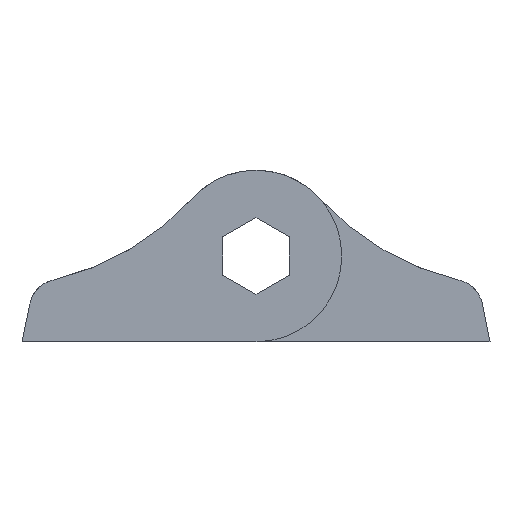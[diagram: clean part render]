
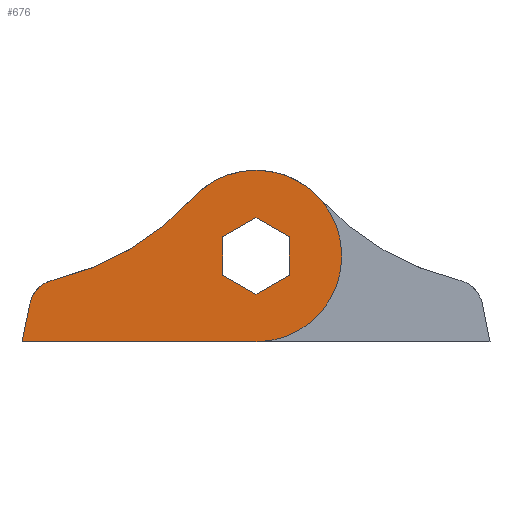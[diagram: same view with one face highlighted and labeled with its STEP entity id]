
A CAD part, left-side view. The second image highlights one B-rep face of the part: STEP entity #676.
In plain terms, the highlighted face is planar.
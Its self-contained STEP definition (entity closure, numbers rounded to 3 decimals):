
#32 = ORIENTED_EDGE ( 'NONE', *, *, #2080, .T. ) ;
#72 = VERTEX_POINT ( 'NONE', #2108 ) ;
#73 = VERTEX_POINT ( 'NONE', #2109 ) ;
#74 = VERTEX_POINT ( 'NONE', #684 ) ;
#75 = VERTEX_POINT ( 'NONE', #685 ) ;
#76 = VERTEX_POINT ( 'NONE', #686 ) ;
#117 = VECTOR ( 'NONE', #899, 1000. ) ;
#119 = VECTOR ( 'NONE', #901, 1000. ) ;
#220 = EDGE_CURVE ( 'NONE', #74, #73, #2446, .T. ) ;
#221 = EDGE_CURVE ( 'NONE', #73, #1193, #2447, .T. ) ;
#389 = PLANE ( 'NONE',  #981 ) ;
#390 = CARTESIAN_POINT ( 'NONE',  ( 55., -33.985, 31. ) ) ;
#391 = DIRECTION ( 'NONE',  ( 1., 0., 0. ) ) ;
#392 = DIRECTION ( 'NONE',  ( 0., 0., -1. ) ) ;
#527 = CARTESIAN_POINT ( 'NONE',  ( 55., -4.25, -2.454 ) ) ;
#676 = ADVANCED_FACE ( 'NONE', ( #2495, #2496 ), #389, .T. ) ;
#684 = CARTESIAN_POINT ( 'NONE',  ( 55., -4.25, -2.454 ) ) ;
#685 = CARTESIAN_POINT ( 'NONE',  ( 55., -4.25, 2.454 ) ) ;
#686 = CARTESIAN_POINT ( 'NONE',  ( 55., 0., 4.907 ) ) ;
#751 = CIRCLE ( 'NONE', #752, 11. ) ;
#752 = AXIS2_PLACEMENT_3D ( 'NONE', #2191, #2192, #2193 ) ;
#807 = CARTESIAN_POINT ( 'NONE',  ( 55., 4.25, 2.454 ) ) ;
#808 = DIRECTION ( 'NONE',  ( 0., -0.866, 0.5 ) ) ;
#811 = CARTESIAN_POINT ( 'NONE',  ( 55., 0., 4.907 ) ) ;
#812 = DIRECTION ( 'NONE',  ( 0., -0.866, -0.5 ) ) ;
#816 = CARTESIAN_POINT ( 'NONE',  ( 55., 4.25, -2.454 ) ) ;
#817 = DIRECTION ( 'NONE',  ( 0., 0., 1. ) ) ;
#820 = CARTESIAN_POINT ( 'NONE',  ( 55., -30., -11. ) ) ;
#821 = DIRECTION ( 'NONE',  ( 0., -0.201, -0.98 ) ) ;
#826 = CARTESIAN_POINT ( 'NONE',  ( 55., 0., 0. ) ) ;
#827 = DIRECTION ( 'NONE',  ( 1., 0., 0. ) ) ;
#828 = DIRECTION ( 'NONE',  ( 0., 0., -1. ) ) ;
#835 = CARTESIAN_POINT ( 'NONE',  ( 55., -25.09, -6.972 ) ) ;
#836 = DIRECTION ( 'NONE',  ( 1., 0., 0. ) ) ;
#837 = DIRECTION ( 'NONE',  ( 0., 0., -1. ) ) ;
#899 = DIRECTION ( 'NONE',  ( 0., 0.866, -0.5 ) ) ;
#900 = CARTESIAN_POINT ( 'NONE',  ( 55., 0., -4.907 ) ) ;
#901 = DIRECTION ( 'NONE',  ( 0., 0.866, 0.5 ) ) ;
#981 = AXIS2_PLACEMENT_3D ( 'NONE', #390, #391, #392 ) ;
#1067 = EDGE_LOOP ( 'NONE', ( #2240, #2255, #2271, #2227, #2270, #2243 ) ) ;
#1068 = EDGE_LOOP ( 'NONE', ( #2230, #32, #2242, #2229, #2241, #2253 ) ) ;
#1175 = VERTEX_POINT ( 'NONE', #2139 ) ;
#1190 = VERTEX_POINT ( 'NONE', #2154 ) ;
#1191 = VERTEX_POINT ( 'NONE', #2155 ) ;
#1192 = VERTEX_POINT ( 'NONE', #2156 ) ;
#1193 = VERTEX_POINT ( 'NONE', #2157 ) ;
#1199 = VERTEX_POINT ( 'NONE', #2163 ) ;
#1200 = VERTEX_POINT ( 'NONE', #2164 ) ;
#1265 = EDGE_CURVE ( 'NONE', #1199, #1200, #751, .T. ) ;
#1353 = CARTESIAN_POINT ( 'NONE',  ( 55., -33.985, 31. ) ) ;
#1354 = DIRECTION ( 'NONE',  ( -1., 0., 0. ) ) ;
#1355 = DIRECTION ( 'NONE',  ( 0., 0., -1. ) ) ;
#1504 = LINE ( 'NONE', #807, #1567 ) ;
#1514 = LINE ( 'NONE', #811, #1571 ) ;
#1515 = LINE ( 'NONE', #816, #1573 ) ;
#1517 = LINE ( 'NONE', #820, #1575 ) ;
#1524 = LINE ( 'NONE', #1994, #2536 ) ;
#1527 = LINE ( 'NONE', #2007, #2542 ) ;
#1567 = VECTOR ( 'NONE', #808, 1000. ) ;
#1571 = VECTOR ( 'NONE', #812, 1000. ) ;
#1573 = VECTOR ( 'NONE', #817, 1000. ) ;
#1575 = VECTOR ( 'NONE', #821, 1000. ) ;
#1579 = AXIS2_PLACEMENT_3D ( 'NONE', #826, #827, #828 ) ;
#1580 = CIRCLE ( 'NONE', #1585, 4. ) ;
#1585 = AXIS2_PLACEMENT_3D ( 'NONE', #835, #836, #837 ) ;
#1665 = EDGE_CURVE ( 'NONE', #1200, #1175, #2516, .T. ) ;
#1994 = CARTESIAN_POINT ( 'NONE',  ( 55., 0., -11. ) ) ;
#1995 = DIRECTION ( 'NONE',  ( 0., 1., 0. ) ) ;
#2007 = CARTESIAN_POINT ( 'NONE',  ( 55., -4.25, 2.454 ) ) ;
#2008 = DIRECTION ( 'NONE',  ( 0., 0., -1. ) ) ;
#2067 = EDGE_CURVE ( 'NONE', #72, #76, #1504, .T. ) ;
#2069 = EDGE_CURVE ( 'NONE', #76, #75, #1514, .T. ) ;
#2071 = EDGE_CURVE ( 'NONE', #1193, #72, #1515, .T. ) ;
#2073 = EDGE_CURVE ( 'NONE', #1190, #1191, #1517, .T. ) ;
#2076 = EDGE_CURVE ( 'NONE', #1192, #1199, #2517, .T. ) ;
#2080 = EDGE_CURVE ( 'NONE', #1175, #1190, #1580, .T. ) ;
#2084 = EDGE_CURVE ( 'NONE', #1191, #1192, #1524, .T. ) ;
#2089 = EDGE_CURVE ( 'NONE', #75, #74, #1527, .T. ) ;
#2108 = CARTESIAN_POINT ( 'NONE',  ( 55., 4.25, 2.454 ) ) ;
#2109 = CARTESIAN_POINT ( 'NONE',  ( 55., 0., -4.907 ) ) ;
#2139 = CARTESIAN_POINT ( 'NONE',  ( 55., -26.002, -3.077 ) ) ;
#2154 = CARTESIAN_POINT ( 'NONE',  ( 55., -29.008, -6.168 ) ) ;
#2155 = CARTESIAN_POINT ( 'NONE',  ( 55., -30., -11. ) ) ;
#2156 = CARTESIAN_POINT ( 'NONE',  ( 55., 0., -11. ) ) ;
#2157 = CARTESIAN_POINT ( 'NONE',  ( 55., 4.25, -2.454 ) ) ;
#2163 = CARTESIAN_POINT ( 'NONE',  ( 55., 0., 11. ) ) ;
#2164 = CARTESIAN_POINT ( 'NONE',  ( 55., -8.127, 7.413 ) ) ;
#2191 = CARTESIAN_POINT ( 'NONE',  ( 55., 0., 0. ) ) ;
#2192 = DIRECTION ( 'NONE',  ( 1., 0., 0. ) ) ;
#2193 = DIRECTION ( 'NONE',  ( 0., 0., -1. ) ) ;
#2227 = ORIENTED_EDGE ( 'NONE', *, *, #2089, .F. ) ;
#2229 = ORIENTED_EDGE ( 'NONE', *, *, #2084, .T. ) ;
#2230 = ORIENTED_EDGE ( 'NONE', *, *, #1665, .T. ) ;
#2240 = ORIENTED_EDGE ( 'NONE', *, *, #2071, .F. ) ;
#2241 = ORIENTED_EDGE ( 'NONE', *, *, #2076, .T. ) ;
#2242 = ORIENTED_EDGE ( 'NONE', *, *, #2073, .T. ) ;
#2243 = ORIENTED_EDGE ( 'NONE', *, *, #2067, .F. ) ;
#2253 = ORIENTED_EDGE ( 'NONE', *, *, #1265, .T. ) ;
#2255 = ORIENTED_EDGE ( 'NONE', *, *, #221, .F. ) ;
#2270 = ORIENTED_EDGE ( 'NONE', *, *, #2069, .F. ) ;
#2271 = ORIENTED_EDGE ( 'NONE', *, *, #220, .F. ) ;
#2446 = LINE ( 'NONE', #527, #117 ) ;
#2447 = LINE ( 'NONE', #900, #119 ) ;
#2495 = FACE_OUTER_BOUND ( 'NONE', #1068, .T. ) ;
#2496 = FACE_BOUND ( 'NONE', #1067, .T. ) ;
#2516 = CIRCLE ( 'NONE', #2518, 35. ) ;
#2517 = CIRCLE ( 'NONE', #1579, 11. ) ;
#2518 = AXIS2_PLACEMENT_3D ( 'NONE', #1353, #1354, #1355 ) ;
#2536 = VECTOR ( 'NONE', #1995, 1000. ) ;
#2542 = VECTOR ( 'NONE', #2008, 1000. ) ;
